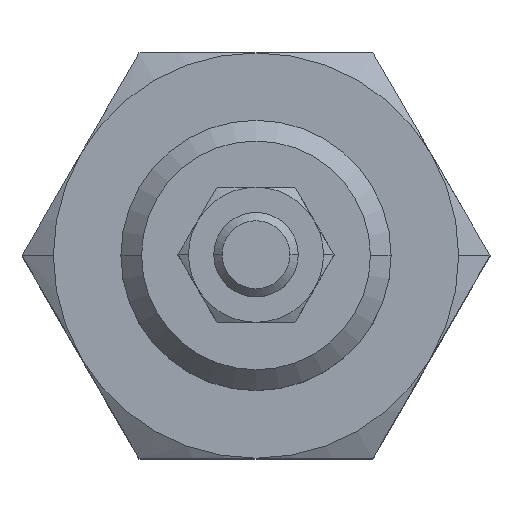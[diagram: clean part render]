
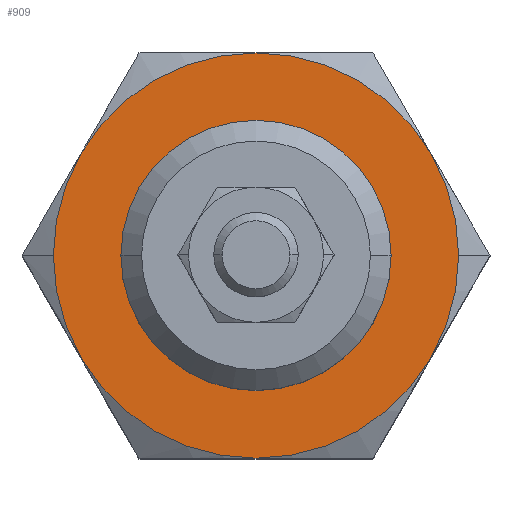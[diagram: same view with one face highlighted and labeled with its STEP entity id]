
A CAD part, top view. The second image highlights one B-rep face of the part: STEP entity #909.
In plain terms, the highlighted planar face has unit normal (0, 0, 1).
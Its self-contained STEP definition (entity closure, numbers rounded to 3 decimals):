
#909=ADVANCED_FACE('',(#2295,#2296),#2297,.T.);
#951=EDGE_CURVE('',#1027,#1283,#2344,.T.);
#1027=VERTEX_POINT('',#2430);
#1029=EDGE_CURVE('',#1441,#1603,#2432,.T.);
#1077=EDGE_CURVE('',#1603,#1765,#2487,.T.);
#1149=EDGE_CURVE('',#1283,#1477,#2574,.T.);
#1189=EDGE_CURVE('',#1575,#1523,#2617,.T.);
#1265=EDGE_CURVE('',#1279,#1027,#2701,.T.);
#1279=VERTEX_POINT('',#2715);
#1283=VERTEX_POINT('',#2719);
#1323=EDGE_CURVE('',#1477,#1809,#2762,.T.);
#1441=VERTEX_POINT('',#2896);
#1477=VERTEX_POINT('',#2936);
#1523=VERTEX_POINT('',#2987);
#1575=VERTEX_POINT('',#3047);
#1603=VERTEX_POINT('',#3078);
#1617=EDGE_CURVE('',#1523,#1575,#3092,.T.);
#1765=VERTEX_POINT('',#3260);
#1783=EDGE_CURVE('',#1765,#1279,#3280,.T.);
#1809=VERTEX_POINT('',#3308);
#1853=EDGE_CURVE('',#1809,#1441,#3357,.T.);
#2295=FACE_OUTER_BOUND('',#3981,.T.);
#2296=FACE_BOUND('',#3982,.T.);
#2297=PLANE('',#3983);
#2344=CIRCLE('',#4055,12.0);
#2430=CARTESIAN_POINT('',(10.392,-6.0,47.5));
#2432=CIRCLE('',#4211,12.0);
#2487=CIRCLE('',#4285,12.0);
#2574=CIRCLE('',#4414,12.0);
#2617=CIRCLE('',#4490,8.);
#2701=CIRCLE('',#4668,12.0);
#2715=CARTESIAN_POINT('',(12.0,0.,47.5));
#2719=CARTESIAN_POINT('',(0.,-12.0,47.5));
#2762=CIRCLE('',#4802,12.0);
#2896=CARTESIAN_POINT('',(-10.392,6.,47.5));
#2936=CARTESIAN_POINT('',(-10.392,-6.,47.5));
#2987=CARTESIAN_POINT('',(0.,8.,47.5));
#3047=CARTESIAN_POINT('',(0.,-8.,47.5));
#3078=CARTESIAN_POINT('',(0.,12.0,47.5));
#3092=CIRCLE('',#5492,8.);
#3260=CARTESIAN_POINT('',(10.392,6.0,47.5));
#3280=CIRCLE('',#5851,12.0);
#3308=CARTESIAN_POINT('',(-12.0,0.,47.5));
#3357=CIRCLE('',#6023,12.0);
#3981=EDGE_LOOP('',(#6687,#6688,#6689,#6690,#6691,#6692,#6693,#6694));
#3982=EDGE_LOOP('',(#6695,#6696));
#3983=AXIS2_PLACEMENT_3D('',#6697,#6698,#6699);
#4055=AXIS2_PLACEMENT_3D('',#6756,#6757,#6758);
#4211=AXIS2_PLACEMENT_3D('',#6861,#6862,#6863);
#4285=AXIS2_PLACEMENT_3D('',#6935,#6936,#6937);
#4414=AXIS2_PLACEMENT_3D('',#7064,#7065,#7066);
#4490=AXIS2_PLACEMENT_3D('',#7112,#7113,#7114);
#4668=AXIS2_PLACEMENT_3D('',#7212,#7213,#7214);
#4802=AXIS2_PLACEMENT_3D('',#7254,#7255,#7256);
#5492=AXIS2_PLACEMENT_3D('',#7623,#7624,#7625);
#5851=AXIS2_PLACEMENT_3D('',#7833,#7834,#7835);
#6023=AXIS2_PLACEMENT_3D('',#7909,#7910,#7911);
#6687=ORIENTED_EDGE('',*,*,#1323,.F.);
#6688=ORIENTED_EDGE('',*,*,#1149,.F.);
#6689=ORIENTED_EDGE('',*,*,#951,.F.);
#6690=ORIENTED_EDGE('',*,*,#1265,.F.);
#6691=ORIENTED_EDGE('',*,*,#1783,.F.);
#6692=ORIENTED_EDGE('',*,*,#1077,.F.);
#6693=ORIENTED_EDGE('',*,*,#1029,.F.);
#6694=ORIENTED_EDGE('',*,*,#1853,.F.);
#6695=ORIENTED_EDGE('',*,*,#1189,.T.);
#6696=ORIENTED_EDGE('',*,*,#1617,.T.);
#6697=CARTESIAN_POINT('',(-9.386,0.,47.5));
#6698=DIRECTION('',(0.0,0.0,1.0));
#6699=DIRECTION('',(-1.0,0.,0.0));
#6756=CARTESIAN_POINT('',(0.,0.,47.5));
#6757=DIRECTION('',(-0.0,0.0,-1.0));
#6758=DIRECTION('',(-1.0,0.,0.0));
#6861=CARTESIAN_POINT('',(0.,0.,47.5));
#6862=DIRECTION('',(-0.0,0.0,-1.0));
#6863=DIRECTION('',(-1.0,0.,0.0));
#6935=CARTESIAN_POINT('',(0.,0.,47.5));
#6936=DIRECTION('',(-0.0,0.0,-1.0));
#6937=DIRECTION('',(-1.0,0.,0.0));
#7064=CARTESIAN_POINT('',(0.,0.,47.5));
#7065=DIRECTION('',(-0.0,0.0,-1.0));
#7066=DIRECTION('',(-1.0,0.,0.0));
#7112=CARTESIAN_POINT('',(0.0,0.,47.5));
#7113=DIRECTION('',(0.0,0.0,-1.0));
#7114=DIRECTION('',(0.,-1.0,0.0));
#7212=CARTESIAN_POINT('',(0.,0.,47.5));
#7213=DIRECTION('',(-0.0,0.0,-1.0));
#7214=DIRECTION('',(-1.0,0.,0.0));
#7254=CARTESIAN_POINT('',(0.,0.,47.5));
#7255=DIRECTION('',(-0.0,0.0,-1.0));
#7256=DIRECTION('',(-1.0,0.,0.0));
#7623=CARTESIAN_POINT('',(0.0,0.,47.5));
#7624=DIRECTION('',(0.0,0.0,-1.0));
#7625=DIRECTION('',(0.,-1.0,0.0));
#7833=CARTESIAN_POINT('',(0.,0.,47.5));
#7834=DIRECTION('',(-0.0,0.0,-1.0));
#7835=DIRECTION('',(-1.0,0.,0.0));
#7909=CARTESIAN_POINT('',(0.,0.,47.5));
#7910=DIRECTION('',(-0.0,0.0,-1.0));
#7911=DIRECTION('',(-1.0,0.,0.0));
